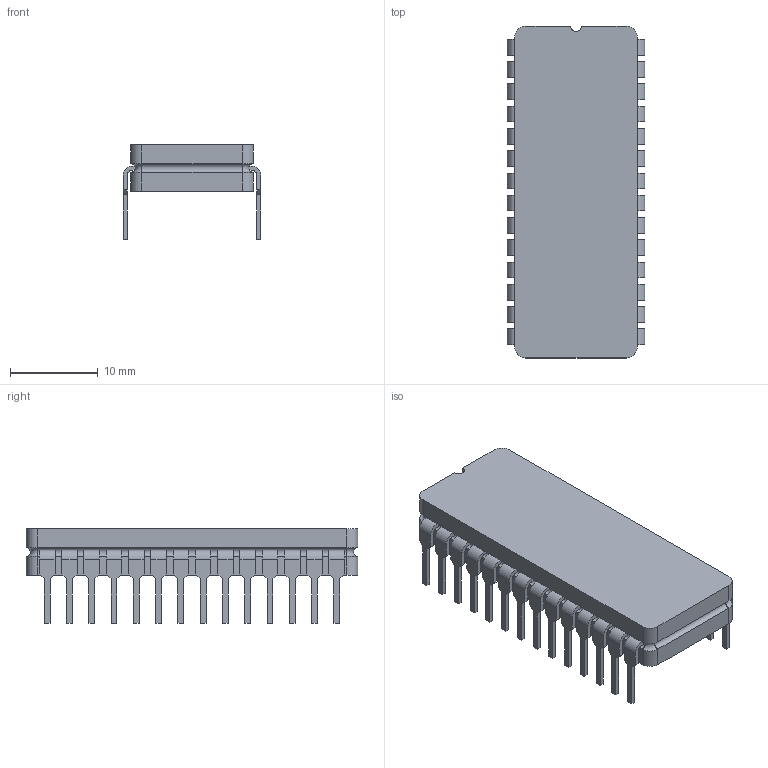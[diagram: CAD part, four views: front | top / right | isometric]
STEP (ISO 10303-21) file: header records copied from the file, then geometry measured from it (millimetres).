
FILE_DESCRIPTION((''),'2;1');
FILE_NAME('CERDIP28-600.stp','2008-10-14T13:04:34',(''),(''),'Mechanical Desktop 2009','Mechanical Desktop 2009',', , ');
FILE_SCHEMA(('AUTOMOTIVE_DESIGN { 1 2 10303 214 1 1 1 1 }'));
Length unit declared in the file: millimetre
Products named in the file (1): Product
Bounding box: 15.7 x 37.85 x 10.8 mm (x, y, z)
Volume: 2899.1 mm3; surface area: 2466.3 mm2
Topology: 29 solids, 29 shells, 422 faces, 1076 edges, 712 vertices
Faces by surface type: bspline 202, plane 160, cylinder 56, torus 4
Entity records: 13254 total; most frequent: CARTESIAN_POINT 3447, ORIENTED_EDGE 2152, DIRECTION 1710, EDGE_CURVE 1076, VECTOR 880, LINE 880, VERTEX_POINT 712, EDGE_LOOP 422
